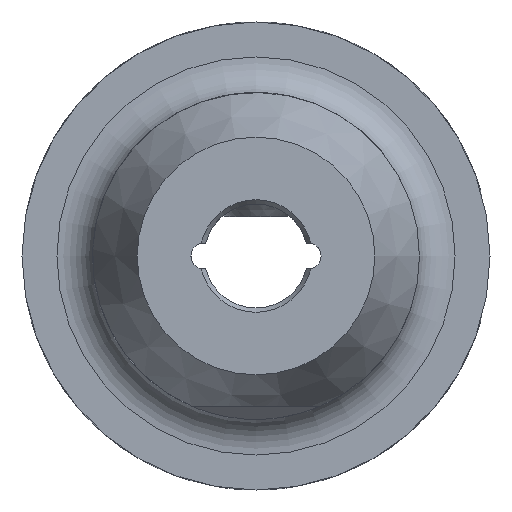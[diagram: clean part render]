
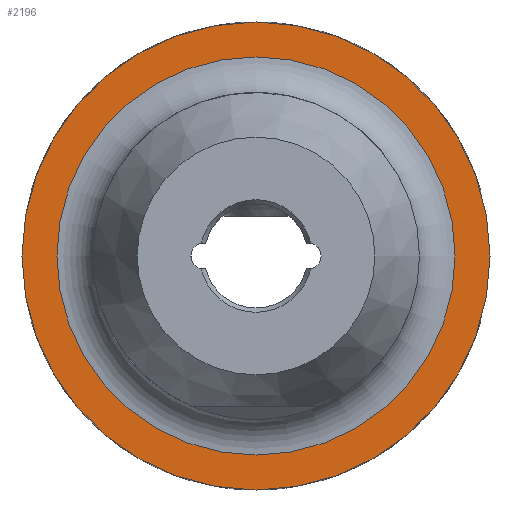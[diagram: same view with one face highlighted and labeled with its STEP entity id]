
A CAD part, left-side view. The second image highlights one B-rep face of the part: STEP entity #2196.
In plain terms, the highlighted planar face has unit normal (-1, 0, 0).
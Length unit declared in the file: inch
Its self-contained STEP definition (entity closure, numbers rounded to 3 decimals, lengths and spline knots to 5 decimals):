
#91=FACE_BOUND('',#482,.T.);
#141=PLANE('',#2447);
#347=FACE_OUTER_BOUND('',#481,.T.);
#481=EDGE_LOOP('',(#1934,#1935));
#482=EDGE_LOOP('',(#1936,#1937));
#681=CIRCLE('',#2256,1.24016);
#682=CIRCLE('',#2257,1.24016);
#779=CIRCLE('',#2445,1.05512);
#780=CIRCLE('',#2446,1.05512);
#826=VERTEX_POINT('',#3417);
#827=VERTEX_POINT('',#3419);
#995=VERTEX_POINT('',#5096);
#996=VERTEX_POINT('',#5098);
#1058=EDGE_CURVE('',#826,#827,#681,.T.);
#1059=EDGE_CURVE('',#827,#826,#682,.T.);
#1310=EDGE_CURVE('',#996,#995,#779,.T.);
#1311=EDGE_CURVE('',#995,#996,#780,.T.);
#1934=ORIENTED_EDGE('',*,*,#1059,.F.);
#1935=ORIENTED_EDGE('',*,*,#1058,.F.);
#1936=ORIENTED_EDGE('',*,*,#1310,.T.);
#1937=ORIENTED_EDGE('',*,*,#1311,.T.);
#2196=ADVANCED_FACE('',(#347,#91),#141,.T.);
#2256=AXIS2_PLACEMENT_3D('',#3420,#2550,#2551);
#2257=AXIS2_PLACEMENT_3D('',#3421,#2552,#2553);
#2445=AXIS2_PLACEMENT_3D('',#5099,#2994,#2995);
#2446=AXIS2_PLACEMENT_3D('',#5100,#2996,#2997);
#2447=AXIS2_PLACEMENT_3D('',#5101,#2998,#2999);
#2550=DIRECTION('center_axis',(1.,0.,0.));
#2551=DIRECTION('ref_axis',(0.,1.,0.));
#2552=DIRECTION('center_axis',(1.,0.,0.));
#2553=DIRECTION('ref_axis',(0.,1.,0.));
#2994=DIRECTION('center_axis',(1.,0.,0.));
#2995=DIRECTION('ref_axis',(0.,1.,0.));
#2996=DIRECTION('center_axis',(1.,0.,0.));
#2997=DIRECTION('ref_axis',(0.,1.,0.));
#2998=DIRECTION('center_axis',(-1.,0.,0.));
#2999=DIRECTION('ref_axis',(0.,0.,1.));
#3417=CARTESIAN_POINT('',(-0.86614,-1.24016,0.));
#3419=CARTESIAN_POINT('',(-0.86614,1.24016,0.));
#3420=CARTESIAN_POINT('Origin',(-0.86614,0.,
0.));
#3421=CARTESIAN_POINT('Origin',(-0.86614,0.,
0.));
#5096=CARTESIAN_POINT('',(-0.86614,0.,1.05512));
#5098=CARTESIAN_POINT('',(-0.86614,1.05512,0.));
#5099=CARTESIAN_POINT('Origin',(-0.86614,0.,
0.));
#5100=CARTESIAN_POINT('Origin',(-0.86614,0.,
0.));
#5101=CARTESIAN_POINT('Origin',(-0.86614,1.14764,0.));
